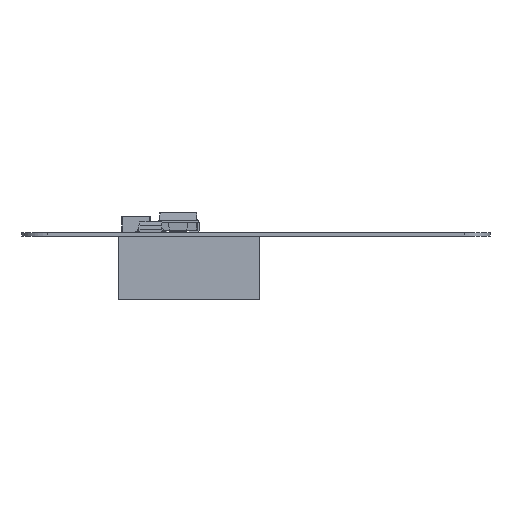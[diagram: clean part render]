
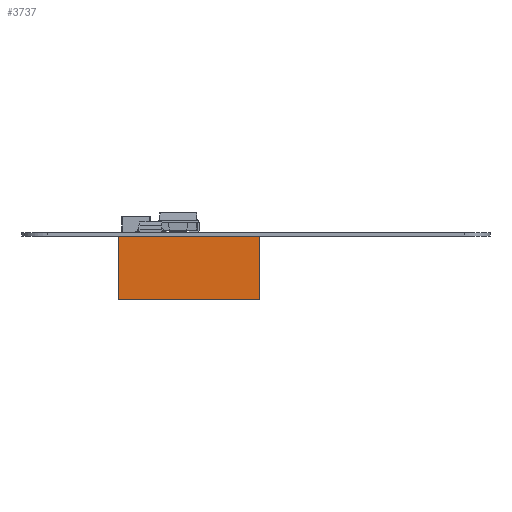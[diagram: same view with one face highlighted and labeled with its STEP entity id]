
A CAD part, left-side view. The second image highlights one B-rep face of the part: STEP entity #3737.
In plain terms, the highlighted planar face has unit normal (-1, 0, 0).
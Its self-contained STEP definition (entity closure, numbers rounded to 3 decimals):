
#3712 = VERTEX_POINT('',#3713);
#3713 = CARTESIAN_POINT('',(-5.545,8.47,7.6));
#3719 = EDGE_CURVE('',#3720,#3712,#3722,.T.);
#3720 = VERTEX_POINT('',#3721);
#3721 = CARTESIAN_POINT('',(-5.545,8.47,0.));
#3722 = LINE('',#3723,#3724);
#3723 = CARTESIAN_POINT('',(-5.545,8.47,0.));
#3724 = VECTOR('',#3725,1.);
#3725 = DIRECTION('',(0.,0.,1.));
#3737 = ADVANCED_FACE('',(#3738),#3763,.F.);
#3738 = FACE_BOUND('',#3739,.F.);
#3739 = EDGE_LOOP('',(#3740,#3741,#3749,#3757));
#3740 = ORIENTED_EDGE('',*,*,#3719,.T.);
#3741 = ORIENTED_EDGE('',*,*,#3742,.T.);
#3742 = EDGE_CURVE('',#3712,#3743,#3745,.T.);
#3743 = VERTEX_POINT('',#3744);
#3744 = CARTESIAN_POINT('',(-5.545,-8.46,7.6));
#3745 = LINE('',#3746,#3747);
#3746 = CARTESIAN_POINT('',(-5.545,8.47,7.6));
#3747 = VECTOR('',#3748,1.);
#3748 = DIRECTION('',(0.,-1.,0.));
#3749 = ORIENTED_EDGE('',*,*,#3750,.F.);
#3750 = EDGE_CURVE('',#3751,#3743,#3753,.T.);
#3751 = VERTEX_POINT('',#3752);
#3752 = CARTESIAN_POINT('',(-5.545,-8.46,0.));
#3753 = LINE('',#3754,#3755);
#3754 = CARTESIAN_POINT('',(-5.545,-8.46,0.));
#3755 = VECTOR('',#3756,1.);
#3756 = DIRECTION('',(0.,0.,1.));
#3757 = ORIENTED_EDGE('',*,*,#3758,.F.);
#3758 = EDGE_CURVE('',#3720,#3751,#3759,.T.);
#3759 = LINE('',#3760,#3761);
#3760 = CARTESIAN_POINT('',(-5.545,8.47,0.));
#3761 = VECTOR('',#3762,1.);
#3762 = DIRECTION('',(0.,-1.,0.));
#3763 = PLANE('',#3764);
#3764 = AXIS2_PLACEMENT_3D('',#3765,#3766,#3767);
#3765 = CARTESIAN_POINT('',(-5.545,8.47,0.));
#3766 = DIRECTION('',(1.,0.,0.));
#3767 = DIRECTION('',(0.,-1.,0.));
